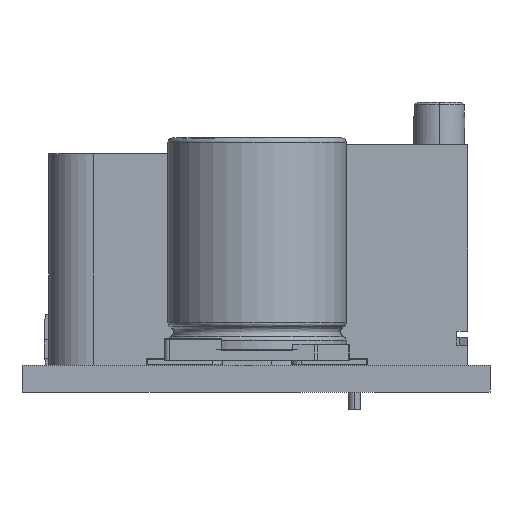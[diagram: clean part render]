
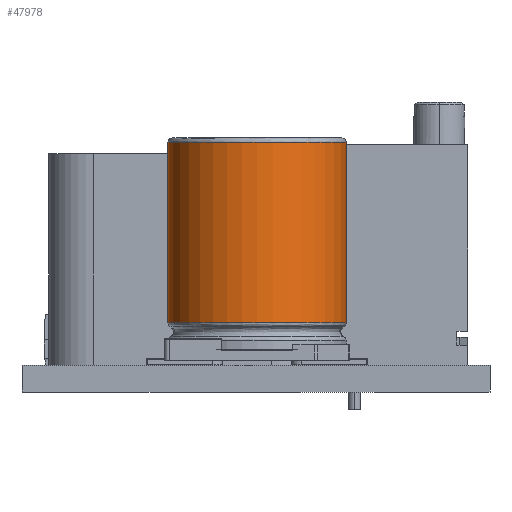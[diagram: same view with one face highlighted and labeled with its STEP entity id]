
A CAD part, left-side view. The second image highlights one B-rep face of the part: STEP entity #47978.
In plain terms, the highlighted cylindrical face has radius 4 mm (diameter 8 mm), a partial arc.
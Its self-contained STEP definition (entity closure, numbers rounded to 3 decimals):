
#47645 = EDGE_CURVE('',#47646,#47648,#47650,.T.);
#47646 = VERTEX_POINT('',#47647);
#47647 = CARTESIAN_POINT('',(-16.8,-4.05,13.4));
#47648 = VERTEX_POINT('',#47649);
#47649 = CARTESIAN_POINT('',(-16.8,3.95,13.4));
#47650 = CIRCLE('',#47651,4.);
#47651 = AXIS2_PLACEMENT_3D('',#47652,#47653,#47654);
#47652 = CARTESIAN_POINT('',(-16.8,-0.05,13.4));
#47653 = DIRECTION('',(0.,0.,-1.));
#47654 = DIRECTION('',(0.,-1.,0.));
#47710 = EDGE_CURVE('',#47711,#47713,#47715,.T.);
#47711 = VERTEX_POINT('',#47712);
#47712 = CARTESIAN_POINT('',(-16.8,3.95,5.303));
#47713 = VERTEX_POINT('',#47714);
#47714 = CARTESIAN_POINT('',(-16.8,-4.05,5.303));
#47715 = CIRCLE('',#47716,4.);
#47716 = AXIS2_PLACEMENT_3D('',#47717,#47718,#47719);
#47717 = CARTESIAN_POINT('',(-16.8,-0.05,5.303));
#47718 = DIRECTION('',(0.,0.,1.));
#47719 = DIRECTION('',(0.,-1.,0.));
#47877 = EDGE_CURVE('',#47711,#47648,#47878,.T.);
#47878 = LINE('',#47879,#47880);
#47879 = CARTESIAN_POINT('',(-16.8,3.95,4.1));
#47880 = VECTOR('',#47881,1.);
#47881 = DIRECTION('',(0.,0.,1.));
#47890 = EDGE_CURVE('',#47713,#47646,#47891,.T.);
#47891 = LINE('',#47892,#47893);
#47892 = CARTESIAN_POINT('',(-16.8,-4.05,4.1));
#47893 = VECTOR('',#47894,1.);
#47894 = DIRECTION('',(0.,0.,1.));
#47978 = ADVANCED_FACE('',(#47979),#47985,.T.);
#47979 = FACE_BOUND('',#47980,.T.);
#47980 = EDGE_LOOP('',(#47981,#47982,#47983,#47984));
#47981 = ORIENTED_EDGE('',*,*,#47877,.F.);
#47982 = ORIENTED_EDGE('',*,*,#47710,.T.);
#47983 = ORIENTED_EDGE('',*,*,#47890,.T.);
#47984 = ORIENTED_EDGE('',*,*,#47645,.T.);
#47985 = CYLINDRICAL_SURFACE('',#47986,4.);
#47986 = AXIS2_PLACEMENT_3D('',#47987,#47988,#47989);
#47987 = CARTESIAN_POINT('',(-16.8,-0.05,4.1));
#47988 = DIRECTION('',(0.,0.,1.));
#47989 = DIRECTION('',(0.,-1.,0.));
